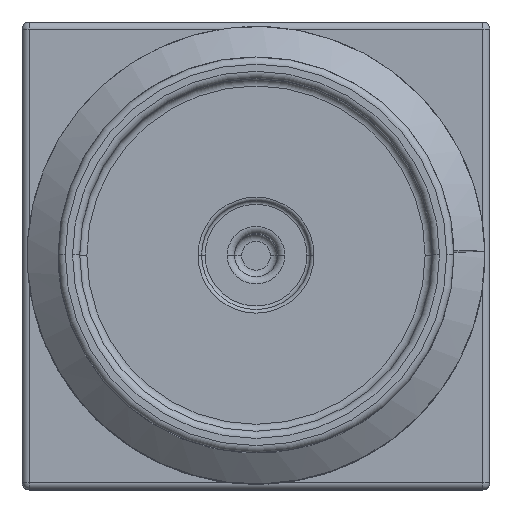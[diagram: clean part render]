
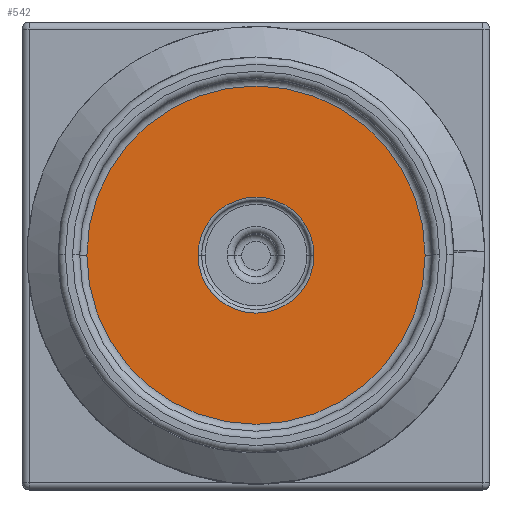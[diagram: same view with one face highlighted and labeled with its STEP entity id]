
A CAD part, top view. The second image highlights one B-rep face of the part: STEP entity #542.
In plain terms, the highlighted planar face has unit normal (0, 0, 1).
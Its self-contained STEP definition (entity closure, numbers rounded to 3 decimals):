
#151 = CARTESIAN_POINT ( 'NONE',  ( 0., 0., 7.7 ) ) ;
#240 = VERTEX_POINT ( 'NONE', #6088 ) ;
#245 = AXIS2_PLACEMENT_3D ( 'NONE', #3278, #7693, #3912 ) ;
#542 = ADVANCED_FACE ( 'NONE', ( #5026, #1053 ), #5153, .T. ) ;
#615 = DIRECTION ( 'NONE',  ( 1., 0., 0. ) ) ;
#707 = AXIS2_PLACEMENT_3D ( 'NONE', #870, #5291, #1511 ) ;
#770 = ORIENTED_EDGE ( 'NONE', *, *, #5870, .T. ) ;
#779 = DIRECTION ( 'NONE',  ( 1., 0., 0. ) ) ;
#805 = CARTESIAN_POINT ( 'NONE',  ( 2.35, 0., 7.7 ) ) ;
#870 = CARTESIAN_POINT ( 'NONE',  ( 0., 0., 7.7 ) ) ;
#1053 = FACE_BOUND ( 'NONE', #5447, .T. ) ;
#1061 = AXIS2_PLACEMENT_3D ( 'NONE', #8195, #4424, #615 ) ;
#1511 = DIRECTION ( 'NONE',  ( 1., 0., 0. ) ) ;
#1579 = ORIENTED_EDGE ( 'NONE', *, *, #1621, .T. ) ;
#1621 = EDGE_CURVE ( 'NONE', #240, #7403, #1802, .T. ) ;
#1802 = CIRCLE ( 'NONE', #1061, 2.35 ) ;
#1862 = ORIENTED_EDGE ( 'NONE', *, *, #5707, .T. ) ;
#2005 = EDGE_CURVE ( 'NONE', #5514, #4100, #5841, .T. ) ;
#2438 = CARTESIAN_POINT ( 'NONE',  ( 0., 0., 7.7 ) ) ;
#2728 = CARTESIAN_POINT ( 'NONE',  ( -0.806, 0., 7.7 ) ) ;
#3079 = DIRECTION ( 'NONE',  ( 1., 0., 0. ) ) ;
#3278 = CARTESIAN_POINT ( 'NONE',  ( 0., 0., 7.7 ) ) ;
#3566 = EDGE_LOOP ( 'NONE', ( #770, #1579 ) ) ;
#3778 = AXIS2_PLACEMENT_3D ( 'NONE', #2438, #6860, #3079 ) ;
#3912 = DIRECTION ( 'NONE',  ( 1., 0., 0. ) ) ;
#4100 = VERTEX_POINT ( 'NONE', #4249 ) ;
#4249 = CARTESIAN_POINT ( 'NONE',  ( 0.806, 0., 7.7 ) ) ;
#4424 = DIRECTION ( 'NONE',  ( 0., 0., 1. ) ) ;
#4583 = DIRECTION ( 'NONE',  ( 0., 0., 1. ) ) ;
#5026 = FACE_OUTER_BOUND ( 'NONE', #3566, .T. ) ;
#5153 = PLANE ( 'NONE',  #245 ) ;
#5291 = DIRECTION ( 'NONE',  ( 0., 0., -1. ) ) ;
#5447 = EDGE_LOOP ( 'NONE', ( #1862, #5836 ) ) ;
#5514 = VERTEX_POINT ( 'NONE', #2728 ) ;
#5701 = CIRCLE ( 'NONE', #6308, 2.35 ) ;
#5707 = EDGE_CURVE ( 'NONE', #4100, #5514, #6093, .T. ) ;
#5836 = ORIENTED_EDGE ( 'NONE', *, *, #2005, .T. ) ;
#5841 = CIRCLE ( 'NONE', #707, 0.806 ) ;
#5870 = EDGE_CURVE ( 'NONE', #7403, #240, #5701, .T. ) ;
#6088 = CARTESIAN_POINT ( 'NONE',  ( -2.35, 0., 7.7 ) ) ;
#6093 = CIRCLE ( 'NONE', #3778, 0.806 ) ;
#6308 = AXIS2_PLACEMENT_3D ( 'NONE', #151, #4583, #779 ) ;
#6860 = DIRECTION ( 'NONE',  ( 0., 0., -1. ) ) ;
#7403 = VERTEX_POINT ( 'NONE', #805 ) ;
#7693 = DIRECTION ( 'NONE',  ( 0., 0., 1. ) ) ;
#8195 = CARTESIAN_POINT ( 'NONE',  ( 0., 0., 7.7 ) ) ;
